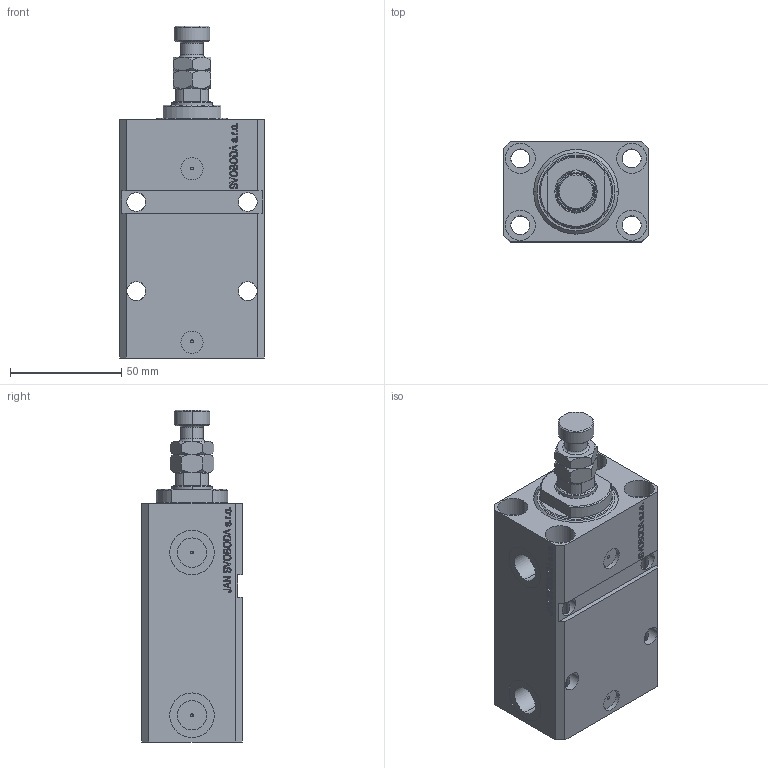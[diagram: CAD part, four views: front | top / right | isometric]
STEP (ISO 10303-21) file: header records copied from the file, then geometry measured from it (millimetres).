
FILE_DESCRIPTION (( 'STEP AP203' ), '1' );
FILE_NAME ('3ca4.STEP', '2023-10-07T17:27:59', ( '' ), ( '' ), 'SwSTEP 2.0', 'SolidWorks 2019', '' );
FILE_SCHEMA (( 'CONFIG_CONTROL_DESIGN' ));
Length unit declared in the file: millimetre
Products named in the file (5): V250CE_E_Body bdd9924d0ff80e711db5fc99c0cce8d5; V250CE_C_VCP bdd9924d0ff80e711db5fc99c0cce8d5; 3ca4; MFA bdd9924d0ff80e711db5fc99c0cce8d5; V250CE_VC_E bdd9924d0ff80e711db5fc99c0cce8d5
Assembly tree (4 placements, depth 2):
  3ca4
    V250CE_E_Body bdd9924d0ff80e711db5fc99c0cce8d5
    V250CE_C_VCP bdd9924d0ff80e711db5fc99c0cce8d5
    V250CE_VC_E bdd9924d0ff80e711db5fc99c0cce8d5
    MFA bdd9924d0ff80e711db5fc99c0cce8d5
Bounding box: 65 x 45 x 149 mm (x, y, z)
Volume: 263362.8 mm3; surface area: 70126.9 mm2
Topology: 4 solids, 4 shells, 985 faces, 2501 edges, 1618 vertices
Faces by surface type: plane 455, bspline 360, cylinder 120, cone 40, torus 10
Entity records: 47140 total; most frequent: CARTESIAN_POINT 25362, ORIENTED_EDGE 4998, DIRECTION 3155, EDGE_CURVE 2499, VERTEX_POINT 1618, VECTOR 1449, LINE 1449, EDGE_LOOP 1127
